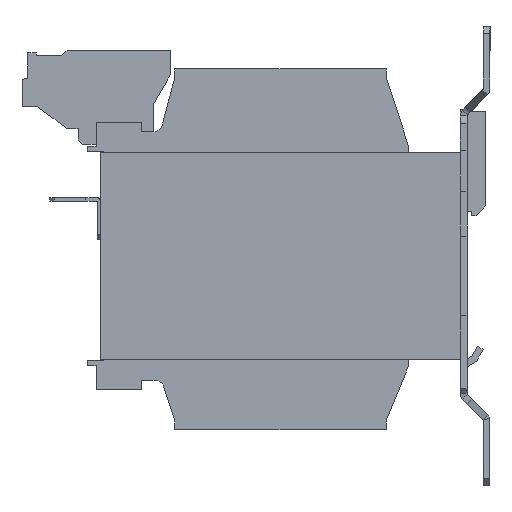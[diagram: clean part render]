
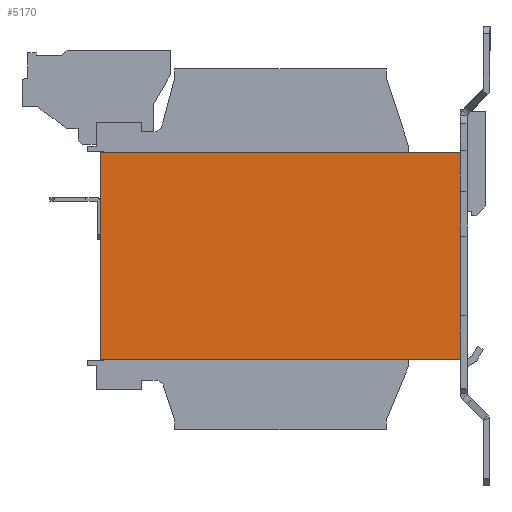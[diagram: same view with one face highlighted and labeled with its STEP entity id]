
A CAD part, left-side view. The second image highlights one B-rep face of the part: STEP entity #5170.
In plain terms, the highlighted planar face has unit normal (-1, 0, 0).
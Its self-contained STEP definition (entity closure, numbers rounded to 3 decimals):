
#20 = DIRECTION ( 'NONE',  ( 0., 0., -1. ) ) ;
#24 = CARTESIAN_POINT ( 'NONE',  ( -48., -40., 14.399 ) ) ;
#137 = DIRECTION ( 'NONE',  ( 0., -1., 0. ) ) ;
#251 = ORIENTED_EDGE ( 'NONE', *, *, #8186, .T. ) ;
#291 = EDGE_CURVE ( 'Defeature ausgef�hrt3_27+Defeature ausgef�hrt3_26+Defeature ausgef�hrt3_106+Defeature ausgef�hrt3_104', #5252, #1530, #3126, .T. ) ;
#664 = CARTESIAN_POINT ( 'NONE',  ( -48., -40., 4.399 ) ) ;
#698 = VERTEX_POINT ( 'NONE', #8293 ) ;
#883 = CARTESIAN_POINT ( 'NONE',  ( -48., 0., 23. ) ) ;
#1171 = VECTOR ( 'NONE', #4604, 1000. ) ;
#1256 = VECTOR ( 'NONE', #6723, 1000. ) ;
#1530 = VERTEX_POINT ( 'NONE', #664 ) ;
#1612 = VERTEX_POINT ( 'NONE', #2092 ) ;
#1759 = CARTESIAN_POINT ( 'NONE',  ( -48., 0., 23. ) ) ;
#1873 = DIRECTION ( 'NONE',  ( 0., 0., -1. ) ) ;
#1903 = ORIENTED_EDGE ( 'NONE', *, *, #5330, .T. ) ;
#1956 = EDGE_CURVE ( 'Defeature ausgef�hrt3_24+Defeature ausgef�hrt3_26+Defeature ausgef�hrt3_102+Defeature ausgef�hrt3_29', #7257, #8295, #3810, .T. ) ;
#1963 = DIRECTION ( 'NONE',  ( 0., 0., -1. ) ) ;
#2092 = CARTESIAN_POINT ( 'NONE',  ( -48., 40., 23. ) ) ;
#2300 = EDGE_CURVE ( 'Defeature ausgef�hrt3_107+Defeature ausgef�hrt3_26+Defeature ausgef�hrt3_120+Defeature ausgef�hrt3_106', #698, #5252, #3190, .T. ) ;
#2446 = VECTOR ( 'NONE', #1963, 1000. ) ;
#2593 = AXIS2_PLACEMENT_3D ( 'NONE', #1759, #8399, #1873 ) ;
#2660 = FACE_OUTER_BOUND ( 'NONE', #5089, .T. ) ;
#2721 = EDGE_CURVE ( 'Defeature ausgef�hrt3_26+Defeature ausgef�hrt3_29+Defeature ausgef�hrt3_21+Defeature ausgef�hrt3_24', #8089, #8295, #4517, .T. ) ;
#2904 = VECTOR ( 'NONE', #137, 1000. ) ;
#3126 = LINE ( 'NONE', #4618, #6826 ) ;
#3190 = LINE ( 'NONE', #4446, #5742 ) ;
#3225 = CARTESIAN_POINT ( 'NONE',  ( -48., -40., 23. ) ) ;
#3407 = EDGE_CURVE ( 'Defeature ausgef�hrt3_28+Defeature ausgef�hrt3_26+Defeature ausgef�hrt3_21+Defeature ausgef�hrt3_120', #1612, #698, #6173, .T. ) ;
#3810 = LINE ( 'NONE', #3225, #1171 ) ;
#4123 = ORIENTED_EDGE ( 'NONE', *, *, #2300, .F. ) ;
#4446 = CARTESIAN_POINT ( 'NONE',  ( -48., -40., 23. ) ) ;
#4491 = CARTESIAN_POINT ( 'NONE',  ( -48., -40., -31.5 ) ) ;
#4517 = LINE ( 'NONE', #6692, #1256 ) ;
#4522 = CARTESIAN_POINT ( 'NONE',  ( -48., 40., -23. ) ) ;
#4604 = DIRECTION ( 'NONE',  ( 0., 0., -1. ) ) ;
#4618 = CARTESIAN_POINT ( 'NONE',  ( -48., -40., 23. ) ) ;
#4853 = ORIENTED_EDGE ( 'NONE', *, *, #3407, .F. ) ;
#5089 = EDGE_LOOP ( 'NONE', ( #7965, #5263, #251, #5843, #4123, #4853, #1903 ) ) ;
#5154 = CARTESIAN_POINT ( 'NONE',  ( -48., 40., 23. ) ) ;
#5170 = ADVANCED_FACE ( 'Defeature ausgef�hrt3_26', ( #2660 ), #6453, .F. ) ;
#5252 = VERTEX_POINT ( 'NONE', #24 ) ;
#5263 = ORIENTED_EDGE ( 'NONE', *, *, #1956, .F. ) ;
#5330 = EDGE_CURVE ( 'Defeature ausgef�hrt3_26+Defeature ausgef�hrt3_21+Defeature ausgef�hrt3_28+Defeature ausgef�hrt3_29', #1612, #8089, #8378, .T. ) ;
#5742 = VECTOR ( 'NONE', #6302, 1000. ) ;
#5843 = ORIENTED_EDGE ( 'NONE', *, *, #291, .F. ) ;
#5968 = CARTESIAN_POINT ( 'NONE',  ( -48., -40., -23. ) ) ;
#6173 = LINE ( 'NONE', #883, #2904 ) ;
#6302 = DIRECTION ( 'NONE',  ( 0., 0., -1. ) ) ;
#6427 = LINE ( 'NONE', #4491, #7760 ) ;
#6453 = PLANE ( 'NONE',  #2593 ) ;
#6692 = CARTESIAN_POINT ( 'NONE',  ( -48., 0., -23. ) ) ;
#6712 = CARTESIAN_POINT ( 'NONE',  ( -48., -40., -13.301 ) ) ;
#6723 = DIRECTION ( 'NONE',  ( 0., -1., 0. ) ) ;
#6826 = VECTOR ( 'NONE', #20, 1000. ) ;
#7257 = VERTEX_POINT ( 'NONE', #6712 ) ;
#7760 = VECTOR ( 'NONE', #7869, 1000. ) ;
#7869 = DIRECTION ( 'NONE',  ( 0., 0., 1. ) ) ;
#7965 = ORIENTED_EDGE ( 'NONE', *, *, #2721, .T. ) ;
#8089 = VERTEX_POINT ( 'NONE', #4522 ) ;
#8186 = EDGE_CURVE ( 'Defeature ausgef�hrt3_26+Defeature ausgef�hrt3_103+Defeature ausgef�hrt3_24+Defeature ausgef�hrt3_27', #7257, #1530, #6427, .T. ) ;
#8293 = CARTESIAN_POINT ( 'NONE',  ( -48., -40., 23. ) ) ;
#8295 = VERTEX_POINT ( 'NONE', #5968 ) ;
#8378 = LINE ( 'NONE', #5154, #2446 ) ;
#8399 = DIRECTION ( 'NONE',  ( 1., 0., 0. ) ) ;
